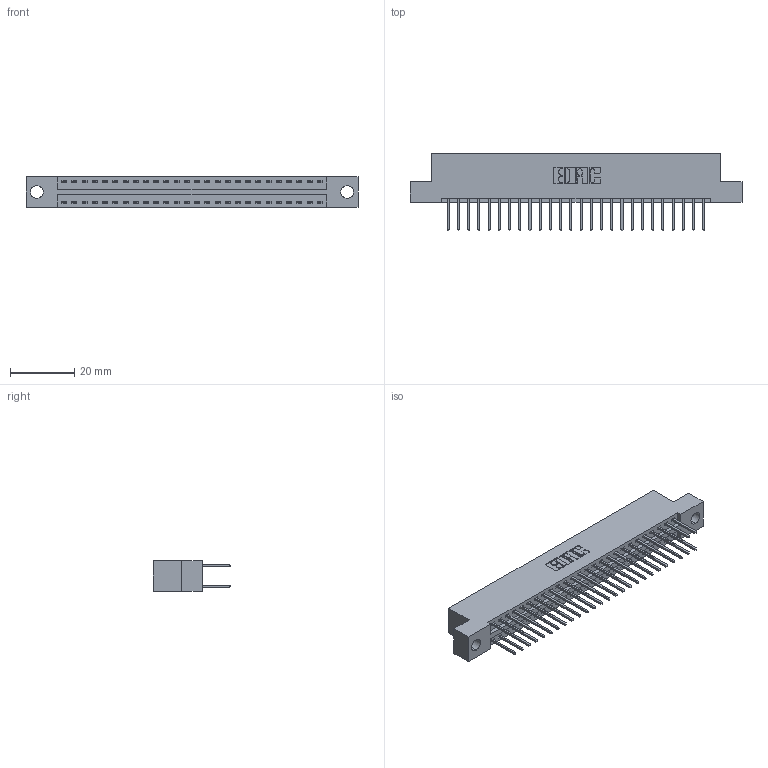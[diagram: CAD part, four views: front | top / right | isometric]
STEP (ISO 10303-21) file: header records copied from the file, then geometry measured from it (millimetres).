
FILE_DESCRIPTION (( 'STEP AP203' ), '1' );
FILE_NAME ('346-052-526-204.STEP', '2022-05-21T01:04:08', ( '' ), ( '' ), 'SwSTEP 2.0', 'SolidWorks 2020', '' );
FILE_SCHEMA (( 'CONFIG_CONTROL_DESIGN' ));
Length unit declared in the file: inch
Products named in the file (3): 345-292-001_345-293-126; 346 Part_Flush Mounting Lugs - 0.156 Dia-TH; 346-052-526-204
Assembly tree (53 placements, depth 2):
  346-052-526-204
    346 Part_Flush Mounting Lugs - 0.156 Dia-TH
    345-292-001_345-293-126  x52
Bounding box: 103.12 x 24.13 x 9.4 mm (x, y, z)
Volume: 9910.9 mm3; surface area: 13601.3 mm2
Topology: 53 solids, 53 shells, 2840 faces, 8425 edges, 5546 vertices
Faces by surface type: plane 1910, cylinder 930
Entity records: 19559 total; most frequent: CARTESIAN_POINT 3250, ORIENTED_EDGE 3182, DIRECTION 2915, EDGE_CURVE 1591, LINE 1355, VECTOR 1355, VERTEX_POINT 1058, AXIS2_PLACEMENT_3D 780
